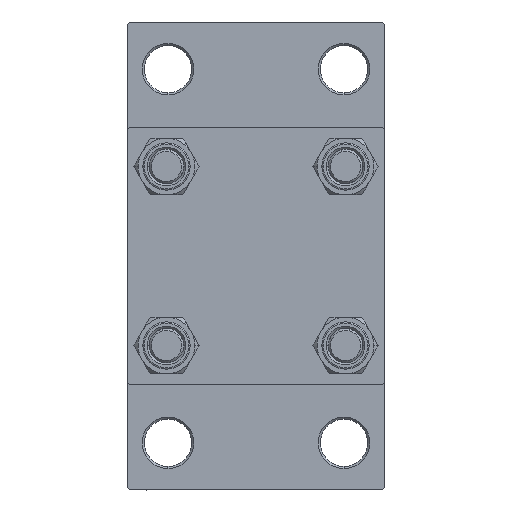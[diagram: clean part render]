
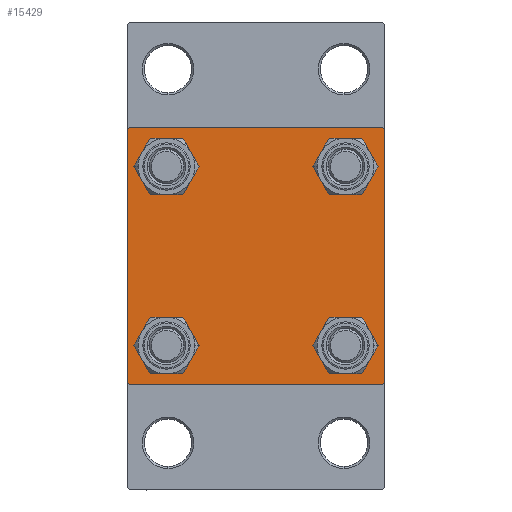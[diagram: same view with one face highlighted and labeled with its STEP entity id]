
A CAD part, left-side view. The second image highlights one B-rep face of the part: STEP entity #15429.
In plain terms, the highlighted planar face has unit normal (-1, 0, 0).
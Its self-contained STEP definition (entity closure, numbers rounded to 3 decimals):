
#418 = EDGE_LOOP ( 'NONE', ( #7922, #25854 ) ) ;
#540 = CARTESIAN_POINT ( 'NONE',  ( 0., -20.85, 16.35 ) ) ;
#557 = CARTESIAN_POINT ( 'NONE',  ( 0., -20.85, -20.85 ) ) ;
#604 = VERTEX_POINT ( 'NONE', #37372 ) ;
#663 = CIRCLE ( 'NONE', #41080, 4.5 ) ;
#688 = AXIS2_PLACEMENT_3D ( 'NONE', #3945, #33541, #33069 ) ;
#2572 = CARTESIAN_POINT ( 'NONE',  ( 0., -30., -29.5 ) ) ;
#2859 = CARTESIAN_POINT ( 'NONE',  ( 0., 30., 30. ) ) ;
#3945 = CARTESIAN_POINT ( 'NONE',  ( 0., 20.85, 20.85 ) ) ;
#4216 = EDGE_CURVE ( 'NONE', #23011, #17117, #14969, .T. ) ;
#4534 = VECTOR ( 'NONE', #34176, 1000. ) ;
#4950 = EDGE_LOOP ( 'NONE', ( #21907, #12109 ) ) ;
#5167 = EDGE_CURVE ( 'NONE', #30173, #36660, #40952, .T. ) ;
#7046 = VERTEX_POINT ( 'NONE', #46773 ) ;
#7451 = CARTESIAN_POINT ( 'NONE',  ( 0., 30., -30. ) ) ;
#7589 = AXIS2_PLACEMENT_3D ( 'NONE', #22067, #11067, #14162 ) ;
#7714 = DIRECTION ( 'NONE',  ( 0., 0., 1. ) ) ;
#7922 = ORIENTED_EDGE ( 'NONE', *, *, #14994, .T. ) ;
#8210 = VERTEX_POINT ( 'NONE', #41648 ) ;
#8420 = CARTESIAN_POINT ( 'NONE',  ( 0., -20.85, 20.85 ) ) ;
#8665 = VERTEX_POINT ( 'NONE', #32262 ) ;
#8885 = DIRECTION ( 'NONE',  ( 0., 0., 1. ) ) ;
#9149 = CARTESIAN_POINT ( 'NONE',  ( 0., 29.5, 30. ) ) ;
#9226 = EDGE_CURVE ( 'NONE', #15459, #43862, #663, .T. ) ;
#9872 = VECTOR ( 'NONE', #46569, 1000. ) ;
#10125 = DIRECTION ( 'NONE',  ( 0., -0.707, 0.707 ) ) ;
#10666 = ORIENTED_EDGE ( 'NONE', *, *, #38775, .T. ) ;
#10768 = PLANE ( 'NONE',  #26675 ) ;
#10857 = EDGE_LOOP ( 'NONE', ( #26026, #25533, #27688, #32705, #26168, #10666, #23856, #22553 ) ) ;
#11067 = DIRECTION ( 'NONE',  ( 1., 0., 0. ) ) ;
#11666 = ORIENTED_EDGE ( 'NONE', *, *, #9226, .T. ) ;
#11910 = EDGE_CURVE ( 'NONE', #36710, #43384, #24415, .T. ) ;
#11912 = CIRCLE ( 'NONE', #37858, 4.5 ) ;
#12109 = ORIENTED_EDGE ( 'NONE', *, *, #19829, .T. ) ;
#12198 = CARTESIAN_POINT ( 'NONE',  ( 0., 20.85, 25.35 ) ) ;
#12409 = DIRECTION ( 'NONE',  ( 0., 0., 1. ) ) ;
#12750 = CARTESIAN_POINT ( 'NONE',  ( 0., -29.75, -29.75 ) ) ;
#12762 = ORIENTED_EDGE ( 'NONE', *, *, #23941, .T. ) ;
#12991 = CARTESIAN_POINT ( 'NONE',  ( 0., 29.75, 29.75 ) ) ;
#13253 = EDGE_LOOP ( 'NONE', ( #29172, #17073 ) ) ;
#13456 = VECTOR ( 'NONE', #10125, 1000. ) ;
#13462 = LINE ( 'NONE', #12991, #28715 ) ;
#13985 = DIRECTION ( 'NONE',  ( 0., 0., -1. ) ) ;
#14162 = DIRECTION ( 'NONE',  ( 0., 0., 1. ) ) ;
#14618 = EDGE_CURVE ( 'NONE', #7046, #18050, #38830, .T. ) ;
#14806 = FACE_OUTER_BOUND ( 'NONE', #10857, .T. ) ;
#14969 = CIRCLE ( 'NONE', #36354, 4.5 ) ;
#14994 = EDGE_CURVE ( 'NONE', #17117, #23011, #24385, .T. ) ;
#15429 = ADVANCED_FACE ( 'NONE', ( #43476, #40376, #32498, #17916, #14806 ), #10768, .T. ) ;
#15459 = VERTEX_POINT ( 'NONE', #19560 ) ;
#15523 = DIRECTION ( 'NONE',  ( 1., 0., 0. ) ) ;
#15884 = CARTESIAN_POINT ( 'NONE',  ( 0., -30., 29.5 ) ) ;
#16063 = VECTOR ( 'NONE', #22024, 1000. ) ;
#16172 = VECTOR ( 'NONE', #20851, 1000. ) ;
#16223 = CARTESIAN_POINT ( 'NONE',  ( 0., 20.85, -20.85 ) ) ;
#17073 = ORIENTED_EDGE ( 'NONE', *, *, #31857, .T. ) ;
#17117 = VERTEX_POINT ( 'NONE', #28351 ) ;
#17688 = CARTESIAN_POINT ( 'NONE',  ( 0., 0., 0. ) ) ;
#17916 = FACE_BOUND ( 'NONE', #13253, .T. ) ;
#17966 = DIRECTION ( 'NONE',  ( 1., 0., 0. ) ) ;
#18050 = VERTEX_POINT ( 'NONE', #29776 ) ;
#18067 = CARTESIAN_POINT ( 'NONE',  ( 0., 20.85, -25.35 ) ) ;
#18678 = CARTESIAN_POINT ( 'NONE',  ( 0., 20.85, -20.85 ) ) ;
#19135 = CARTESIAN_POINT ( 'NONE',  ( 0., -20.85, -16.35 ) ) ;
#19560 = CARTESIAN_POINT ( 'NONE',  ( 0., -20.85, -25.35 ) ) ;
#19597 = AXIS2_PLACEMENT_3D ( 'NONE', #16223, #15523, #12409 ) ;
#19829 = EDGE_CURVE ( 'NONE', #36660, #30173, #22985, .T. ) ;
#20376 = DIRECTION ( 'NONE',  ( 1., 0., 0. ) ) ;
#20685 = CARTESIAN_POINT ( 'NONE',  ( 0., 30., 30. ) ) ;
#20851 = DIRECTION ( 'NONE',  ( 0., -0.707, -0.707 ) ) ;
#21049 = DIRECTION ( 'NONE',  ( 0., 0., -1. ) ) ;
#21105 = DIRECTION ( 'NONE',  ( 0., 0.707, -0.707 ) ) ;
#21576 = DIRECTION ( 'NONE',  ( 0., 0., 1. ) ) ;
#21907 = ORIENTED_EDGE ( 'NONE', *, *, #5167, .T. ) ;
#22024 = DIRECTION ( 'NONE',  ( 0., -1., 0. ) ) ;
#22067 = CARTESIAN_POINT ( 'NONE',  ( 0., -20.85, 20.85 ) ) ;
#22358 = EDGE_CURVE ( 'NONE', #18050, #8665, #35179, .T. ) ;
#22553 = ORIENTED_EDGE ( 'NONE', *, *, #32124, .T. ) ;
#22985 = CIRCLE ( 'NONE', #32123, 4.5 ) ;
#23011 = VERTEX_POINT ( 'NONE', #540 ) ;
#23856 = ORIENTED_EDGE ( 'NONE', *, *, #43065, .F. ) ;
#23941 = EDGE_CURVE ( 'NONE', #43862, #15459, #42155, .T. ) ;
#24226 = LINE ( 'NONE', #12750, #13456 ) ;
#24385 = CIRCLE ( 'NONE', #7589, 4.5 ) ;
#24415 = LINE ( 'NONE', #35149, #34153 ) ;
#25355 = DIRECTION ( 'NONE',  ( 0., 0., 1. ) ) ;
#25533 = ORIENTED_EDGE ( 'NONE', *, *, #22358, .T. ) ;
#25854 = ORIENTED_EDGE ( 'NONE', *, *, #4216, .T. ) ;
#26026 = ORIENTED_EDGE ( 'NONE', *, *, #14618, .T. ) ;
#26168 = ORIENTED_EDGE ( 'NONE', *, *, #11910, .F. ) ;
#26553 = CARTESIAN_POINT ( 'NONE',  ( 0., -29.75, 29.75 ) ) ;
#26675 = AXIS2_PLACEMENT_3D ( 'NONE', #17688, #29625, #25355 ) ;
#27688 = ORIENTED_EDGE ( 'NONE', *, *, #46947, .T. ) ;
#28094 = DIRECTION ( 'NONE',  ( 0., 0., 1. ) ) ;
#28351 = CARTESIAN_POINT ( 'NONE',  ( 0., -20.85, 25.35 ) ) ;
#28715 = VECTOR ( 'NONE', #21105, 1000. ) ;
#29172 = ORIENTED_EDGE ( 'NONE', *, *, #42580, .T. ) ;
#29625 = DIRECTION ( 'NONE',  ( -1., 0., 0. ) ) ;
#29776 = CARTESIAN_POINT ( 'NONE',  ( 0., 30., -29.5 ) ) ;
#30173 = VERTEX_POINT ( 'NONE', #36761 ) ;
#30896 = DIRECTION ( 'NONE',  ( 0., 0., 1. ) ) ;
#30990 = VERTEX_POINT ( 'NONE', #34872 ) ;
#31376 = CARTESIAN_POINT ( 'NONE',  ( 0., -20.85, -20.85 ) ) ;
#31444 = CARTESIAN_POINT ( 'NONE',  ( 0., 20.85, 20.85 ) ) ;
#31497 = AXIS2_PLACEMENT_3D ( 'NONE', #31376, #20376, #30896 ) ;
#31857 = EDGE_CURVE ( 'NONE', #30990, #38724, #11912, .T. ) ;
#32098 = EDGE_CURVE ( 'NONE', #8210, #43384, #24226, .T. ) ;
#32123 = AXIS2_PLACEMENT_3D ( 'NONE', #18678, #17966, #7714 ) ;
#32124 = EDGE_CURVE ( 'NONE', #43521, #7046, #13462, .T. ) ;
#32262 = CARTESIAN_POINT ( 'NONE',  ( 0., 29.5, -30. ) ) ;
#32498 = FACE_BOUND ( 'NONE', #4950, .T. ) ;
#32705 = ORIENTED_EDGE ( 'NONE', *, *, #32098, .T. ) ;
#32779 = VECTOR ( 'NONE', #13985, 1000. ) ;
#33069 = DIRECTION ( 'NONE',  ( 0., 0., 1. ) ) ;
#33541 = DIRECTION ( 'NONE',  ( 1., 0., 0. ) ) ;
#34153 = VECTOR ( 'NONE', #21049, 1000. ) ;
#34157 = EDGE_LOOP ( 'NONE', ( #12762, #11666 ) ) ;
#34176 = DIRECTION ( 'NONE',  ( 0., 0.707, 0.707 ) ) ;
#34872 = CARTESIAN_POINT ( 'NONE',  ( 0., 20.85, 16.35 ) ) ;
#35149 = CARTESIAN_POINT ( 'NONE',  ( 0., -30., 30. ) ) ;
#35179 = LINE ( 'NONE', #46164, #16172 ) ;
#35334 = LINE ( 'NONE', #2859, #9872 ) ;
#35750 = CIRCLE ( 'NONE', #688, 4.5 ) ;
#36354 = AXIS2_PLACEMENT_3D ( 'NONE', #8420, #45184, #8885 ) ;
#36623 = DIRECTION ( 'NONE',  ( 1., 0., 0. ) ) ;
#36660 = VERTEX_POINT ( 'NONE', #18067 ) ;
#36710 = VERTEX_POINT ( 'NONE', #15884 ) ;
#36761 = CARTESIAN_POINT ( 'NONE',  ( 0., 20.85, -16.35 ) ) ;
#36815 = LINE ( 'NONE', #7451, #16063 ) ;
#37372 = CARTESIAN_POINT ( 'NONE',  ( 0., -29.5, 30. ) ) ;
#37858 = AXIS2_PLACEMENT_3D ( 'NONE', #31444, #46242, #28094 ) ;
#38724 = VERTEX_POINT ( 'NONE', #12198 ) ;
#38775 = EDGE_CURVE ( 'NONE', #36710, #604, #44688, .T. ) ;
#38830 = LINE ( 'NONE', #20685, #32779 ) ;
#40376 = FACE_BOUND ( 'NONE', #34157, .T. ) ;
#40952 = CIRCLE ( 'NONE', #19597, 4.5 ) ;
#41080 = AXIS2_PLACEMENT_3D ( 'NONE', #557, #36623, #21576 ) ;
#41648 = CARTESIAN_POINT ( 'NONE',  ( 0., -29.5, -30. ) ) ;
#42155 = CIRCLE ( 'NONE', #31497, 4.5 ) ;
#42580 = EDGE_CURVE ( 'NONE', #38724, #30990, #35750, .T. ) ;
#43065 = EDGE_CURVE ( 'NONE', #43521, #604, #35334, .T. ) ;
#43384 = VERTEX_POINT ( 'NONE', #2572 ) ;
#43476 = FACE_BOUND ( 'NONE', #418, .T. ) ;
#43521 = VERTEX_POINT ( 'NONE', #9149 ) ;
#43862 = VERTEX_POINT ( 'NONE', #19135 ) ;
#44688 = LINE ( 'NONE', #26553, #4534 ) ;
#45184 = DIRECTION ( 'NONE',  ( 1., 0., 0. ) ) ;
#46164 = CARTESIAN_POINT ( 'NONE',  ( 0., 29.75, -29.75 ) ) ;
#46242 = DIRECTION ( 'NONE',  ( 1., 0., 0. ) ) ;
#46569 = DIRECTION ( 'NONE',  ( 0., -1., 0. ) ) ;
#46773 = CARTESIAN_POINT ( 'NONE',  ( 0., 30., 29.5 ) ) ;
#46947 = EDGE_CURVE ( 'NONE', #8665, #8210, #36815, .T. ) ;
